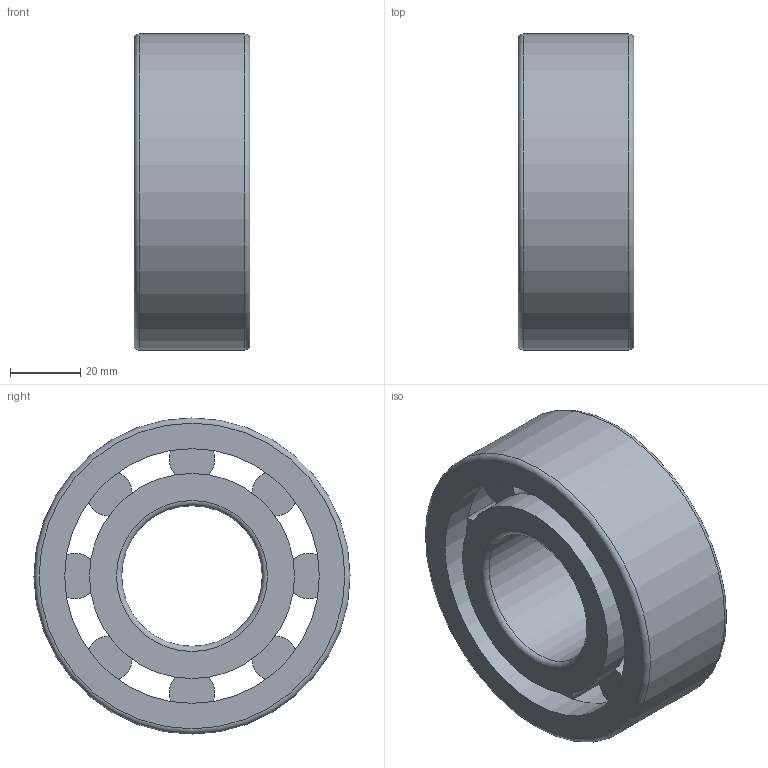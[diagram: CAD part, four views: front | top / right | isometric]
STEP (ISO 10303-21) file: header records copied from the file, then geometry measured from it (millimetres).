
FILE_DESCRIPTION(/* description */ ('STEP AP214'),/* implementation_level */ '2;1');
FILE_NAME(/* name */ 'NJ2308',/* time_stamp */ '2024-09-23T10:52:34+02:00',/* author */ ('License CC BY-ND 4.0'),/* organization */ ('CADENAS'),/* preprocessor_version */ 'ST-DEVELOPER v19.3',/* originating_system */ 'PARTsolutions',/* authorisation */ ' ');
FILE_SCHEMA (('AUTOMOTIVE_DESIGN {1 0 10303 214 3 1 1}'));
Length unit declared in the file: millimetre
Products named in the file (4): NJ2308; NJ2308 Inner ring; NJ2308 Outer ring; NJ2308 Roller
Assembly tree (10 placements, depth 2):
  NJ2308
    NJ2308 Inner ring
    NJ2308 Outer ring
    NJ2308 Roller  x8
Bounding box: 33 x 90 x 90 mm (x, y, z)
Volume: 111562.4 mm3; surface area: 42295.3 mm2
Topology: 10 solids, 10 shells, 43 faces, 55 edges, 35 vertices
Faces by surface type: plane 23, cylinder 15, torus 4, cone 1
Full cylindrical faces by diameter (mm): 12.962 x8, 40 x1, 53.5 x1, 58.4 x1, 72.5 x2, 79.426 x1, 90 x1
Entity records: 599 total; most frequent: DIRECTION 108, CARTESIAN_POINT 75, AXIS2_PLACEMENT_3D 54, ORIENTED_EDGE 42, EDGE_LOOP 42, FACE_BOUND 42, ADVANCED_FACE 22, EDGE_CURVE 21
